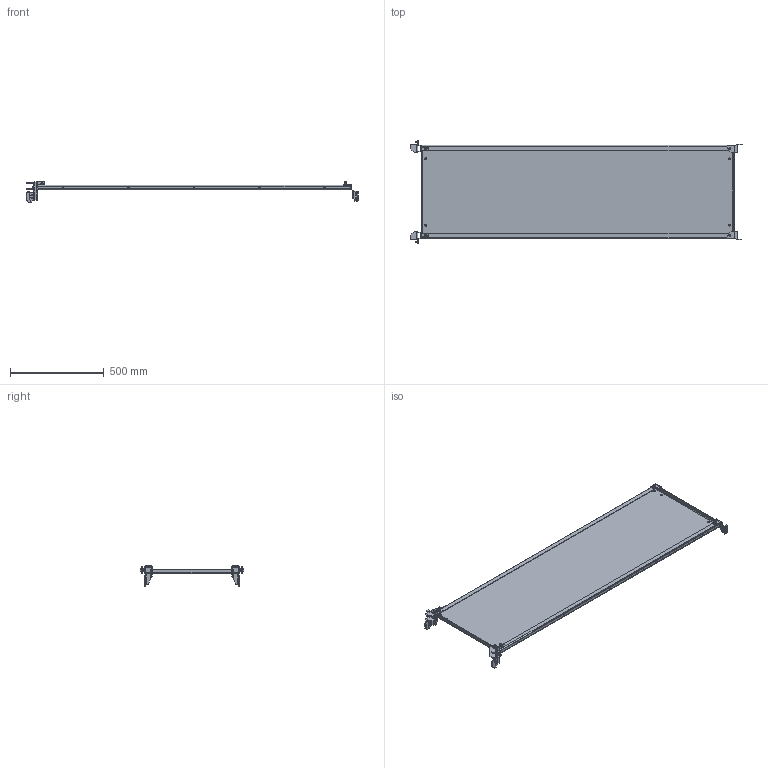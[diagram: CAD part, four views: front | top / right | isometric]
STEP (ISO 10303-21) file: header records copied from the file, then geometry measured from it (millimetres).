
FILE_DESCRIPTION(/* description */ (''),/* implementation_level */ '2;1');
FILE_NAME(/* name */ 'PL18060.stp',/* time_stamp */ '2016-10-10T12:32:34+02:00',/* author */ (''),/* organization */ (''),/* preprocessor_version */ 'ST-DEVELOPER v15',/* originating_system */ 'SIEMENS PLM Software NX 9.0',/* authorisation */ '');
FILE_SCHEMA (('CONFIG_CONTROL_DESIGN'));
Length unit declared in the file: millimetre
Products named in the file (14): ESCUADRA_SOPORTE_SUPERIOR_PM_SIM_JJ; ESCUADRA_SOPORTE_SUPERIOR_PM; SOPORTE_PM_01_SIM_JJ; Resbalon_Soporte_Placa_Mont; SOPORTE_PM_02_JJ; SOPORTE_PM_01; XXXXX-TUERCA_REMACHABLE_M8_ABIERTA; MESITA_SOPORTE_PM; SOP_SUP_REMA_SIM_JJ; SOP_SUP_REMA_JJ; SOPORTE_PM_SIM_JJ; SOPORTE_PM_JJ; Soportes_placa_montaje_stp; PL18060_stp
Assembly tree (19 placements, depth 4):
  PL18060_stp
    Soportes_placa_montaje_stp
      SOPORTE_PM_JJ
        XXXXX-TUERCA_REMACHABLE_M8_ABIERTA
        SOPORTE_PM_01
        SOPORTE_PM_02_JJ
        Resbalon_Soporte_Placa_Mont
      SOPORTE_PM_SIM_JJ
        Resbalon_Soporte_Placa_Mont
        SOPORTE_PM_02_JJ
        SOPORTE_PM_01_SIM_JJ
        XXXXX-TUERCA_REMACHABLE_M8_ABIERTA
      SOP_SUP_REMA_JJ
        XXXXX-TUERCA_REMACHABLE_M8_ABIERTA
        ESCUADRA_SOPORTE_SUPERIOR_PM
      SOP_SUP_REMA_SIM_JJ
        XXXXX-TUERCA_REMACHABLE_M8_ABIERTA
        ESCUADRA_SOPORTE_SUPERIOR_PM_SIM_JJ
      MESITA_SOPORTE_PM  x2
Bounding box: 1775.23 x 552 x 111.75 mm (x, y, z)
Volume: 3086364.1 mm3; surface area: 2098662.9 mm2
Topology: 15 solids, 15 shells, 640 faces, 1767 edges, 1161 vertices
Faces by surface type: plane 456, cylinder 145, cone 32, bspline 7
Full cylindrical faces by diameter (mm): 6.235 x4, 6.5 x10, 8.5 x10, 9.976 x4, 10 x8, 19 x4
Entity records: 15669 total; most frequent: CARTESIAN_POINT 3307, ORIENTED_EDGE 2434, DIRECTION 1883, EDGE_CURVE 1217, VERTEX_POINT 808, AXIS2_PLACEMENT_3D 630, LINE 623, VECTOR 623
